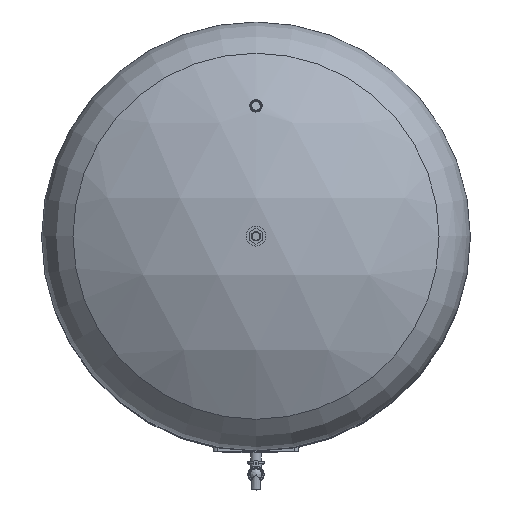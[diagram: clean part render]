
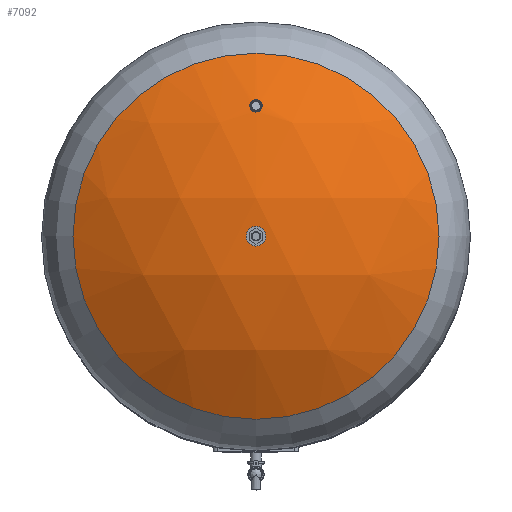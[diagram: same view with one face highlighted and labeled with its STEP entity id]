
A CAD part, top view. The second image highlights one B-rep face of the part: STEP entity #7092.
In plain terms, the highlighted spherical face has radius 594 mm.
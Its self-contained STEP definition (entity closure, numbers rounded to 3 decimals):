
#40=SPHERICAL_SURFACE($,#7753,594.);
#56=B_SPLINE_CURVE_WITH_KNOTS($,3,(#11580,#11581,#11582,#11583,#11584,#11585,
#11586,#11587,#11588,#11589,#11590,#11591,#11592,#11593,#11594,#11595,#11596,
#11597,#11598,#11599,#11600,#11601,#11602,#11603,#11604,#11605,#11606,#11607,
#11608,#11609,#11610,#11611,#11612,#11613,#11614,#11615,#11616,#11617,#11618,
#11619,#11620,#11621,#11622,#11623,#11624,#11625,#11626,#11627,#11628,#11629,
#11630,#11631,#11632,#11633,#11634,#11635,#11636,#11637,#11638,#11639,#11640,
#11641,#11642,#11643,#11644,#11645),.UNSPECIFIED.,.T.,.F.,(4,2,2,2,2,2,
2,2,2,2,2,2,2,2,2,2,2,2,2,2,2,2,2,2,2,2,2,2,2,2,2,2,4),(0.,1.998,
3.997,5.995,7.993,10.171,12.349,
14.526,16.704,18.88,21.056,23.231,
25.407,27.405,29.403,31.401,33.4,
35.398,37.396,39.394,41.392,43.568,
45.743,47.919,50.095,52.273,54.45,
56.628,58.806,60.804,62.802,64.801,
66.799),.UNSPECIFIED.);
#1319=FACE_BOUND($,#2252,.T.);
#1777=FACE_OUTER_BOUND($,#2251,.T.);
#2251=EDGE_LOOP($,(#5646));
#2252=EDGE_LOOP($,(#5647));
#2778=CIRCLE($,#7754,315.931);
#3330=VERTEX_POINT($,#11579);
#3333=VERTEX_POINT($,#11654);
#4161=EDGE_CURVE($,#3330,#3330,#56,.T.);
#4164=EDGE_CURVE($,#3333,#3333,#2778,.T.);
#5646=ORIENTED_EDGE($,*,*,#4164,.F.);
#5647=ORIENTED_EDGE($,*,*,#4161,.T.);
#7092=ADVANCED_FACE($,(#1777,#1319),#40,.T.);
#7753=AXIS2_PLACEMENT_3D($,#11653,#9267,#9268);
#7754=AXIS2_PLACEMENT_3D($,#11655,#9269,#9270);
#9267=DIRECTION('center_axis',(0.,1.,0.));
#9268=DIRECTION('ref_axis',(-1.,0.,0.));
#9269=DIRECTION('center_axis',(0.,0.,
-1.));
#9270=DIRECTION('ref_axis',(1.,0.,0.));
#11579=CARTESIAN_POINT('',(0.,235.65,1633.257));
#11580=CARTESIAN_POINT('Ctrl Pts',(0.,235.65,1633.257));
#11581=CARTESIAN_POINT('Ctrl Pts',(0.666,235.65,1633.257));
#11582=CARTESIAN_POINT('Ctrl Pts',(1.353,235.586,1633.283));
#11583=CARTESIAN_POINT('Ctrl Pts',(2.715,235.321,1633.392));
#11584=CARTESIAN_POINT('Ctrl Pts',(3.39,235.12,1633.476));
#11585=CARTESIAN_POINT('Ctrl Pts',(4.681,234.591,1633.694));
#11586=CARTESIAN_POINT('Ctrl Pts',(5.298,234.264,1633.829));
#11587=CARTESIAN_POINT('Ctrl Pts',(6.435,233.514,1634.138));
#11588=CARTESIAN_POINT('Ctrl Pts',(6.955,233.091,1634.312));
#11589=CARTESIAN_POINT('Ctrl Pts',(7.915,232.159,1634.695));
#11590=CARTESIAN_POINT('Ctrl Pts',(8.38,231.612,1634.921));
#11591=CARTESIAN_POINT('Ctrl Pts',(9.194,230.423,1635.41));
#11592=CARTESIAN_POINT('Ctrl Pts',(9.543,229.782,1635.673));
#11593=CARTESIAN_POINT('Ctrl Pts',(10.102,228.449,1636.22));
#11594=CARTESIAN_POINT('Ctrl Pts',(10.311,227.757,1636.504));
#11595=CARTESIAN_POINT('Ctrl Pts',(10.585,226.368,1637.074));
#11596=CARTESIAN_POINT('Ctrl Pts',(10.65,225.672,1637.359));
#11597=CARTESIAN_POINT('Ctrl Pts',(10.65,224.329,1637.909));
#11598=CARTESIAN_POINT('Ctrl Pts',(10.586,223.633,1638.193));
#11599=CARTESIAN_POINT('Ctrl Pts',(10.312,222.245,1638.761));
#11600=CARTESIAN_POINT('Ctrl Pts',(10.102,221.552,1639.044));
#11601=CARTESIAN_POINT('Ctrl Pts',(9.544,220.22,1639.587));
#11602=CARTESIAN_POINT('Ctrl Pts',(9.195,219.579,1639.849));
#11603=CARTESIAN_POINT('Ctrl Pts',(8.382,218.39,1640.333));
#11604=CARTESIAN_POINT('Ctrl Pts',(7.917,217.842,1640.556));
#11605=CARTESIAN_POINT('Ctrl Pts',(6.956,216.91,1640.936));
#11606=CARTESIAN_POINT('Ctrl Pts',(6.436,216.487,1641.108));
#11607=CARTESIAN_POINT('Ctrl Pts',(5.298,215.736,1641.413));
#11608=CARTESIAN_POINT('Ctrl Pts',(4.682,215.409,1641.546));
#11609=CARTESIAN_POINT('Ctrl Pts',(3.391,214.88,1641.761));
#11610=CARTESIAN_POINT('Ctrl Pts',(2.715,214.679,1641.843));
#11611=CARTESIAN_POINT('Ctrl Pts',(1.353,214.414,1641.951));
#11612=CARTESIAN_POINT('Ctrl Pts',(0.666,214.35,1641.977));
#11613=CARTESIAN_POINT('Ctrl Pts',(-0.666,214.35,1641.977));
#11614=CARTESIAN_POINT('Ctrl Pts',(-1.353,214.414,1641.951));
#11615=CARTESIAN_POINT('Ctrl Pts',(-2.715,214.679,1641.843));
#11616=CARTESIAN_POINT('Ctrl Pts',(-3.391,214.88,1641.761));
#11617=CARTESIAN_POINT('Ctrl Pts',(-4.682,215.409,1641.546));
#11618=CARTESIAN_POINT('Ctrl Pts',(-5.298,215.736,1641.413));
#11619=CARTESIAN_POINT('Ctrl Pts',(-6.436,216.487,1641.108));
#11620=CARTESIAN_POINT('Ctrl Pts',(-6.956,216.91,1640.936));
#11621=CARTESIAN_POINT('Ctrl Pts',(-7.917,217.842,1640.556));
#11622=CARTESIAN_POINT('Ctrl Pts',(-8.382,218.39,1640.333));
#11623=CARTESIAN_POINT('Ctrl Pts',(-9.195,219.579,1639.849));
#11624=CARTESIAN_POINT('Ctrl Pts',(-9.544,220.22,1639.587));
#11625=CARTESIAN_POINT('Ctrl Pts',(-10.102,221.552,1639.044));
#11626=CARTESIAN_POINT('Ctrl Pts',(-10.312,222.245,1638.761));
#11627=CARTESIAN_POINT('Ctrl Pts',(-10.586,223.633,1638.193));
#11628=CARTESIAN_POINT('Ctrl Pts',(-10.65,224.329,1637.909));
#11629=CARTESIAN_POINT('Ctrl Pts',(-10.65,225.672,1637.359));
#11630=CARTESIAN_POINT('Ctrl Pts',(-10.585,226.368,1637.074));
#11631=CARTESIAN_POINT('Ctrl Pts',(-10.311,227.757,1636.504));
#11632=CARTESIAN_POINT('Ctrl Pts',(-10.102,228.449,1636.22));
#11633=CARTESIAN_POINT('Ctrl Pts',(-9.543,229.782,1635.673));
#11634=CARTESIAN_POINT('Ctrl Pts',(-9.194,230.423,1635.41));
#11635=CARTESIAN_POINT('Ctrl Pts',(-8.38,231.612,1634.921));
#11636=CARTESIAN_POINT('Ctrl Pts',(-7.915,232.159,1634.695));
#11637=CARTESIAN_POINT('Ctrl Pts',(-6.955,233.091,1634.312));
#11638=CARTESIAN_POINT('Ctrl Pts',(-6.435,233.514,1634.138));
#11639=CARTESIAN_POINT('Ctrl Pts',(-5.298,234.264,1633.829));
#11640=CARTESIAN_POINT('Ctrl Pts',(-4.681,234.591,1633.694));
#11641=CARTESIAN_POINT('Ctrl Pts',(-3.39,235.12,1633.476));
#11642=CARTESIAN_POINT('Ctrl Pts',(-2.715,235.321,1633.392));
#11643=CARTESIAN_POINT('Ctrl Pts',(-1.353,235.586,1633.283));
#11644=CARTESIAN_POINT('Ctrl Pts',(-0.666,235.65,1633.257));
#11645=CARTESIAN_POINT('Ctrl Pts',(0.,235.65,1633.257));
#11653=CARTESIAN_POINT('Origin',(0.,0.,
1088.));
#11654=CARTESIAN_POINT('',(315.931,0.,1591.014));
#11655=CARTESIAN_POINT('Origin',(0.,0.,
1591.014));
